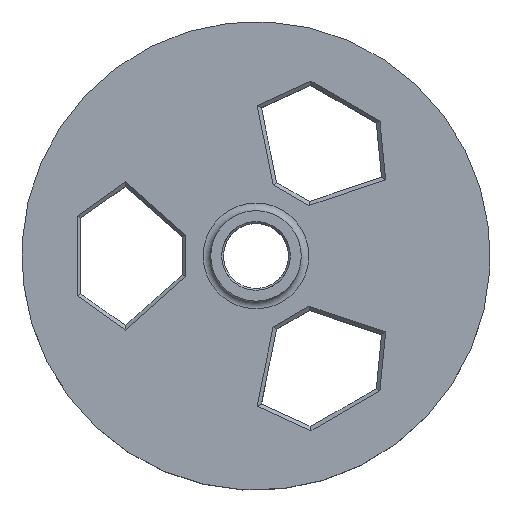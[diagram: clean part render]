
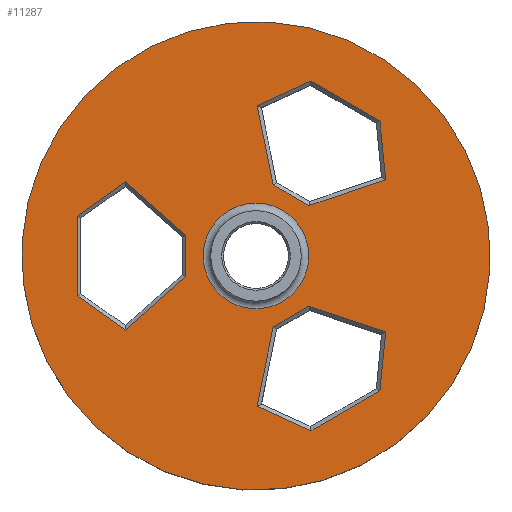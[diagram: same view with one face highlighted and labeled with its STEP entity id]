
A CAD part, top view. The second image highlights one B-rep face of the part: STEP entity #11287.
In plain terms, the highlighted face is planar.
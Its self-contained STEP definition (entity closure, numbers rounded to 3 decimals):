
#31=FACE_BOUND('',#1541,.T.);
#32=FACE_BOUND('',#1542,.T.);
#33=FACE_BOUND('',#1543,.T.);
#34=FACE_BOUND('',#1544,.T.);
#466=PLANE('',#12053);
#830=FACE_OUTER_BOUND('',#1540,.T.);
#1540=EDGE_LOOP('',(#7879,#7880));
#1541=EDGE_LOOP('',(#7881,#7882,#7883,#7884,#7885,#7886));
#1542=EDGE_LOOP('',(#7887,#7888,#7889,#7890,#7891,#7892));
#1543=EDGE_LOOP('',(#7893,#7894,#7895,#7896,#7897,#7898));
#1544=EDGE_LOOP('',(#7899));
#2248=CIRCLE('',#12052,4.185);
#2249=CIRCLE('',#12054,18.57);
#2250=CIRCLE('',#12055,18.57);
#3483=LINE('',#19251,#4101);
#3484=LINE('',#19253,#4102);
#3485=LINE('',#19255,#4103);
#3486=LINE('',#19257,#4104);
#3487=LINE('',#19259,#4105);
#3488=LINE('',#19260,#4106);
#3489=LINE('',#19263,#4107);
#3490=LINE('',#19265,#4108);
#3491=LINE('',#19267,#4109);
#3492=LINE('',#19269,#4110);
#3493=LINE('',#19271,#4111);
#3494=LINE('',#19272,#4112);
#3495=LINE('',#19275,#4113);
#3496=LINE('',#19277,#4114);
#3497=LINE('',#19279,#4115);
#3498=LINE('',#19281,#4116);
#3499=LINE('',#19283,#4117);
#3500=LINE('',#19284,#4118);
#4101=VECTOR('',#14152,10.);
#4102=VECTOR('',#14153,10.);
#4103=VECTOR('',#14154,10.);
#4104=VECTOR('',#14155,10.);
#4105=VECTOR('',#14156,10.);
#4106=VECTOR('',#14157,10.);
#4107=VECTOR('',#14158,10.);
#4108=VECTOR('',#14159,10.);
#4109=VECTOR('',#14160,10.);
#4110=VECTOR('',#14161,10.);
#4111=VECTOR('',#14162,10.);
#4112=VECTOR('',#14163,10.);
#4113=VECTOR('',#14164,10.);
#4114=VECTOR('',#14165,10.);
#4115=VECTOR('',#14166,10.);
#4116=VECTOR('',#14167,10.);
#4117=VECTOR('',#14168,10.);
#4118=VECTOR('',#14169,10.);
#4753=VERTEX_POINT('',#19241);
#4754=VERTEX_POINT('',#19245);
#4755=VERTEX_POINT('',#19246);
#4756=VERTEX_POINT('',#19249);
#4757=VERTEX_POINT('',#19250);
#4758=VERTEX_POINT('',#19252);
#4759=VERTEX_POINT('',#19254);
#4760=VERTEX_POINT('',#19256);
#4761=VERTEX_POINT('',#19258);
#4762=VERTEX_POINT('',#19261);
#4763=VERTEX_POINT('',#19262);
#4764=VERTEX_POINT('',#19264);
#4765=VERTEX_POINT('',#19266);
#4766=VERTEX_POINT('',#19268);
#4767=VERTEX_POINT('',#19270);
#4768=VERTEX_POINT('',#19273);
#4769=VERTEX_POINT('',#19274);
#4770=VERTEX_POINT('',#19276);
#4771=VERTEX_POINT('',#19278);
#4772=VERTEX_POINT('',#19280);
#4773=VERTEX_POINT('',#19282);
#5935=EDGE_CURVE('',#4753,#4753,#2248,.T.);
#5936=EDGE_CURVE('',#4754,#4755,#2249,.T.);
#5937=EDGE_CURVE('',#4755,#4754,#2250,.T.);
#5938=EDGE_CURVE('',#4756,#4757,#3483,.T.);
#5939=EDGE_CURVE('',#4758,#4756,#3484,.T.);
#5940=EDGE_CURVE('',#4759,#4758,#3485,.T.);
#5941=EDGE_CURVE('',#4760,#4759,#3486,.T.);
#5942=EDGE_CURVE('',#4761,#4760,#3487,.T.);
#5943=EDGE_CURVE('',#4757,#4761,#3488,.T.);
#5944=EDGE_CURVE('',#4762,#4763,#3489,.T.);
#5945=EDGE_CURVE('',#4764,#4762,#3490,.T.);
#5946=EDGE_CURVE('',#4765,#4764,#3491,.T.);
#5947=EDGE_CURVE('',#4766,#4765,#3492,.T.);
#5948=EDGE_CURVE('',#4767,#4766,#3493,.T.);
#5949=EDGE_CURVE('',#4763,#4767,#3494,.T.);
#5950=EDGE_CURVE('',#4768,#4769,#3495,.T.);
#5951=EDGE_CURVE('',#4770,#4768,#3496,.T.);
#5952=EDGE_CURVE('',#4771,#4770,#3497,.T.);
#5953=EDGE_CURVE('',#4772,#4771,#3498,.T.);
#5954=EDGE_CURVE('',#4773,#4772,#3499,.T.);
#5955=EDGE_CURVE('',#4769,#4773,#3500,.T.);
#7879=ORIENTED_EDGE('',*,*,#5936,.F.);
#7880=ORIENTED_EDGE('',*,*,#5937,.F.);
#7881=ORIENTED_EDGE('',*,*,#5938,.F.);
#7882=ORIENTED_EDGE('',*,*,#5939,.F.);
#7883=ORIENTED_EDGE('',*,*,#5940,.F.);
#7884=ORIENTED_EDGE('',*,*,#5941,.F.);
#7885=ORIENTED_EDGE('',*,*,#5942,.F.);
#7886=ORIENTED_EDGE('',*,*,#5943,.F.);
#7887=ORIENTED_EDGE('',*,*,#5944,.F.);
#7888=ORIENTED_EDGE('',*,*,#5945,.F.);
#7889=ORIENTED_EDGE('',*,*,#5946,.F.);
#7890=ORIENTED_EDGE('',*,*,#5947,.F.);
#7891=ORIENTED_EDGE('',*,*,#5948,.F.);
#7892=ORIENTED_EDGE('',*,*,#5949,.F.);
#7893=ORIENTED_EDGE('',*,*,#5950,.F.);
#7894=ORIENTED_EDGE('',*,*,#5951,.F.);
#7895=ORIENTED_EDGE('',*,*,#5952,.F.);
#7896=ORIENTED_EDGE('',*,*,#5953,.F.);
#7897=ORIENTED_EDGE('',*,*,#5954,.F.);
#7898=ORIENTED_EDGE('',*,*,#5955,.F.);
#7899=ORIENTED_EDGE('',*,*,#5935,.F.);
#11287=ADVANCED_FACE('',(#830,#31,#32,#33,#34),#466,.T.);
#12052=AXIS2_PLACEMENT_3D('',#19243,#14144,#14145);
#12053=AXIS2_PLACEMENT_3D('',#19244,#14146,#14147);
#12054=AXIS2_PLACEMENT_3D('',#19247,#14148,#14149);
#12055=AXIS2_PLACEMENT_3D('',#19248,#14150,#14151);
#14144=DIRECTION('center_axis',(0.,0.,-1.));
#14145=DIRECTION('ref_axis',(1.,0.,0.));
#14146=DIRECTION('center_axis',(0.,0.,-1.));
#14147=DIRECTION('ref_axis',(-0.998,-0.056,0.));
#14148=DIRECTION('center_axis',(0.,0.,1.));
#14149=DIRECTION('ref_axis',(0.998,0.056,0.));
#14150=DIRECTION('center_axis',(0.,0.,1.));
#14151=DIRECTION('ref_axis',(0.998,0.056,0.));
#14152=DIRECTION('',(-0.866,0.5,0.));
#14153=DIRECTION('',(-0.948,-0.318,0.));
#14154=DIRECTION('',(0.097,-0.995,0.));
#14155=DIRECTION('',(0.866,-0.5,0.));
#14156=DIRECTION('',(0.91,0.414,0.));
#14157=DIRECTION('',(-0.199,0.98,0.));
#14158=DIRECTION('',(0.,-1.,0.));
#14159=DIRECTION('',(0.749,-0.662,0.));
#14160=DIRECTION('',(0.814,0.581,0.));
#14161=DIRECTION('',(0.,1.,0.));
#14162=DIRECTION('',(-0.814,0.581,0.));
#14163=DIRECTION('',(-0.749,-0.662,0.));
#14164=DIRECTION('',(0.866,0.5,0.));
#14165=DIRECTION('',(0.199,0.98,0.));
#14166=DIRECTION('',(-0.91,0.414,0.));
#14167=DIRECTION('',(-0.866,-0.5,0.));
#14168=DIRECTION('',(-0.097,-0.995,0.));
#14169=DIRECTION('',(0.948,-0.318,0.));
#19241=CARTESIAN_POINT('',(-4.185,0.,-1.2));
#19243=CARTESIAN_POINT('Origin',(0.,0.,-1.2));
#19244=CARTESIAN_POINT('Origin',(18.541,1.041,-1.2));
#19245=CARTESIAN_POINT('',(18.541,1.041,-1.2));
#19246=CARTESIAN_POINT('',(-18.541,-1.041,-1.2));
#19247=CARTESIAN_POINT('Origin',(0.,0.,-1.2));
#19248=CARTESIAN_POINT('Origin',(0.,0.,-1.2));
#19249=CARTESIAN_POINT('',(4.194,3.993,-1.2));
#19250=CARTESIAN_POINT('',(1.361,5.628,-1.2));
#19251=CARTESIAN_POINT('',(10.155,0.552,-1.2));
#19252=CARTESIAN_POINT('',(10.275,6.031,-1.2));
#19253=CARTESIAN_POINT('',(13.126,6.987,-1.2));
#19254=CARTESIAN_POINT('',(9.822,10.704,-1.2));
#19255=CARTESIAN_POINT('',(10.334,5.422,-1.2));
#19256=CARTESIAN_POINT('',(4.359,13.858,-1.2));
#19257=CARTESIAN_POINT('',(12.519,9.147,-1.2));
#19258=CARTESIAN_POINT('',(0.086,11.914,-1.2));
#19259=CARTESIAN_POINT('',(5.791,14.51,-1.2));
#19260=CARTESIAN_POINT('',(2.135,1.818,-1.2));
#19261=CARTESIAN_POINT('',(-5.555,1.635,-1.2));
#19262=CARTESIAN_POINT('',(-5.555,-1.635,-1.2));
#19263=CARTESIAN_POINT('',(-5.555,1.271,-1.2));
#19264=CARTESIAN_POINT('',(-10.361,5.883,-1.2));
#19265=CARTESIAN_POINT('',(-0.957,-2.429,-1.2));
#19266=CARTESIAN_POINT('',(-14.181,3.154,-1.2));
#19267=CARTESIAN_POINT('',(-3.784,10.581,-1.2));
#19268=CARTESIAN_POINT('',(-14.181,-3.154,-1.2));
#19269=CARTESIAN_POINT('',(-14.181,-0.979,-1.2));
#19270=CARTESIAN_POINT('',(-10.361,-5.883,-1.2));
#19271=CARTESIAN_POINT('',(-2.527,-11.479,-1.2));
#19272=CARTESIAN_POINT('',(1.823,4.885,-1.2));
#19273=CARTESIAN_POINT('',(1.361,-5.628,-1.2));
#19274=CARTESIAN_POINT('',(4.194,-3.993,-1.2));
#19275=CARTESIAN_POINT('',(9.306,-1.041,-1.2));
#19276=CARTESIAN_POINT('',(0.086,-11.914,-1.2));
#19277=CARTESIAN_POINT('',(1.737,-3.777,-1.2));
#19278=CARTESIAN_POINT('',(4.359,-13.858,-1.2));
#19279=CARTESIAN_POINT('',(7.356,-15.222,-1.2));
#19280=CARTESIAN_POINT('',(9.822,-10.704,-1.2));
#19281=CARTESIAN_POINT('',(15.568,-7.387,-1.2));
#19282=CARTESIAN_POINT('',(10.275,-6.031,-1.2));
#19283=CARTESIAN_POINT('',(10.642,-2.25,-1.2));
#19284=CARTESIAN_POINT('',(9.949,-5.922,-1.2));
